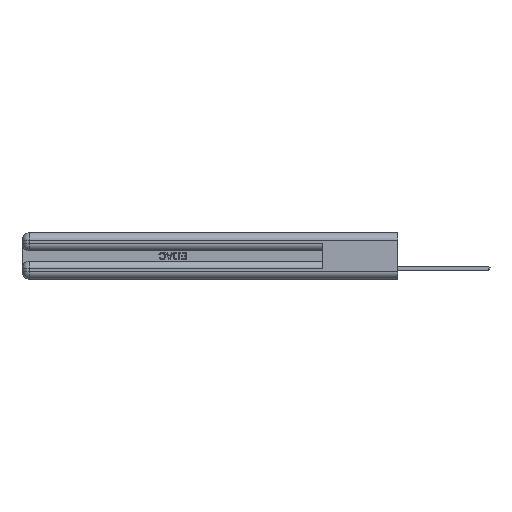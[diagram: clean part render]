
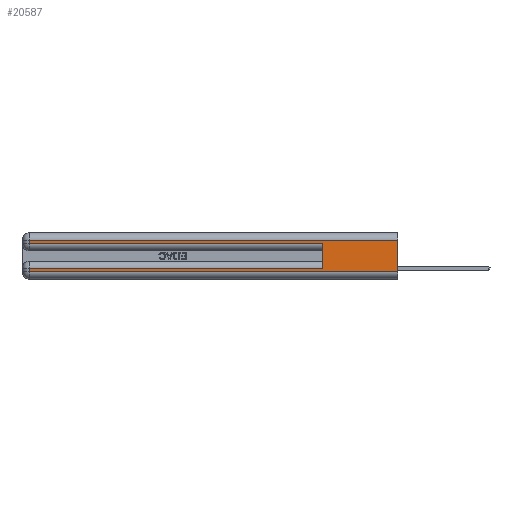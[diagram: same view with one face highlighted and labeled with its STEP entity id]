
A CAD part, left-side view. The second image highlights one B-rep face of the part: STEP entity #20587.
In plain terms, the highlighted planar face has unit normal (-1, 0, 0).
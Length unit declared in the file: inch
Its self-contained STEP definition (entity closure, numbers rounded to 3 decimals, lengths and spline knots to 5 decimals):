
#421 = VECTOR ( 'NONE', #7681, 39.37008 ) ;
#2053 = EDGE_LOOP ( 'NONE', ( #12527, #4182, #36189, #40855, #37180, #39328, #22649, #28833 ) ) ;
#3088 = LINE ( 'NONE', #10816, #20836 ) ;
#4182 = ORIENTED_EDGE ( 'NONE', *, *, #44537, .T. ) ;
#4455 = CARTESIAN_POINT ( 'NONE',  ( 0., 2.94, 0.31 ) ) ;
#4458 = LINE ( 'NONE', #18502, #41652 ) ;
#4660 = CARTESIAN_POINT ( 'NONE',  ( 0., 0., 0.06 ) ) ;
#4753 = CARTESIAN_POINT ( 'NONE',  ( 0., 2.94, 0.285 ) ) ;
#5201 = DIRECTION ( 'NONE',  ( 0., 0., -1. ) ) ;
#5549 = VECTOR ( 'NONE', #28320, 39.37008 ) ;
#6214 = DIRECTION ( 'NONE',  ( 0., 0., -1. ) ) ;
#6269 = VECTOR ( 'NONE', #32856, 39.37008 ) ;
#7681 = DIRECTION ( 'NONE',  ( 0., -1., 0. ) ) ;
#7999 = CARTESIAN_POINT ( 'NONE',  ( 0., 0., 0.31 ) ) ;
#8432 = CARTESIAN_POINT ( 'NONE',  ( 0., 0., 0.06 ) ) ;
#8714 = CARTESIAN_POINT ( 'NONE',  ( 0., 2.94, 0.06 ) ) ;
#8766 = LINE ( 'NONE', #24526, #5549 ) ;
#10046 = CARTESIAN_POINT ( 'NONE',  ( 0., 0., 0.37 ) ) ;
#10816 = CARTESIAN_POINT ( 'NONE',  ( 0., 0., 0.285 ) ) ;
#12038 = VERTEX_POINT ( 'NONE', #4753 ) ;
#12527 = ORIENTED_EDGE ( 'NONE', *, *, #14980, .F. ) ;
#12547 = LINE ( 'NONE', #18863, #15804 ) ;
#14670 = VERTEX_POINT ( 'NONE', #35915 ) ;
#14980 = EDGE_CURVE ( 'NONE', #25397, #38781, #17031, .T. ) ;
#15025 = FACE_OUTER_BOUND ( 'NONE', #2053, .T. ) ;
#15804 = VECTOR ( 'NONE', #28293, 39.37008 ) ;
#17031 = LINE ( 'NONE', #10046, #31530 ) ;
#17348 = EDGE_CURVE ( 'NONE', #14670, #18798, #4458, .T. ) ;
#17575 = VERTEX_POINT ( 'NONE', #4455 ) ;
#17650 = EDGE_CURVE ( 'NONE', #17575, #12038, #12547, .T. ) ;
#18502 = CARTESIAN_POINT ( 'NONE',  ( 0., 0.6, 0.145 ) ) ;
#18798 = VERTEX_POINT ( 'NONE', #43387 ) ;
#18863 = CARTESIAN_POINT ( 'NONE',  ( 0., 2.94, 0.37 ) ) ;
#19897 = LINE ( 'NONE', #32661, #39290 ) ;
#19922 = LINE ( 'NONE', #4660, #421 ) ;
#20532 = EDGE_CURVE ( 'NONE', #38035, #38781, #19922, .T. ) ;
#20587 = ADVANCED_FACE ( 'NONE', ( #15025 ), #40548, .F. ) ;
#20836 = VECTOR ( 'NONE', #34553, 39.37008 ) ;
#22649 = ORIENTED_EDGE ( 'NONE', *, *, #36922, .T. ) ;
#22817 = DIRECTION ( 'NONE',  ( 0., 0., 1. ) ) ;
#23191 = CARTESIAN_POINT ( 'NONE',  ( 0., 0., 0.37 ) ) ;
#24526 = CARTESIAN_POINT ( 'NONE',  ( 0., 0., 0.31 ) ) ;
#25397 = VERTEX_POINT ( 'NONE', #7999 ) ;
#26513 = CARTESIAN_POINT ( 'NONE',  ( 0., 2.94, 0.085 ) ) ;
#28293 = DIRECTION ( 'NONE',  ( 0., 0., -1. ) ) ;
#28320 = DIRECTION ( 'NONE',  ( 0., 1., 0. ) ) ;
#28627 = CARTESIAN_POINT ( 'NONE',  ( 0., 0., 0.085 ) ) ;
#28833 = ORIENTED_EDGE ( 'NONE', *, *, #20532, .T. ) ;
#31530 = VECTOR ( 'NONE', #41450, 39.37008 ) ;
#32431 = VERTEX_POINT ( 'NONE', #26513 ) ;
#32661 = CARTESIAN_POINT ( 'NONE',  ( 0., 2.94, 0.37 ) ) ;
#32856 = DIRECTION ( 'NONE',  ( 0., 1., 0. ) ) ;
#34553 = DIRECTION ( 'NONE',  ( 0., -1., 0. ) ) ;
#35915 = CARTESIAN_POINT ( 'NONE',  ( 0., 0.6, 0.085 ) ) ;
#36189 = ORIENTED_EDGE ( 'NONE', *, *, #17650, .T. ) ;
#36922 = EDGE_CURVE ( 'NONE', #32431, #38035, #19897, .T. ) ;
#37180 = ORIENTED_EDGE ( 'NONE', *, *, #17348, .F. ) ;
#38035 = VERTEX_POINT ( 'NONE', #8714 ) ;
#38781 = VERTEX_POINT ( 'NONE', #8432 ) ;
#39290 = VECTOR ( 'NONE', #5201, 39.37008 ) ;
#39328 = ORIENTED_EDGE ( 'NONE', *, *, #42591, .T. ) ;
#40103 = DIRECTION ( 'NONE',  ( 1., 0., 0. ) ) ;
#40548 = PLANE ( 'NONE',  #44435 ) ;
#40855 = ORIENTED_EDGE ( 'NONE', *, *, #42395, .T. ) ;
#41450 = DIRECTION ( 'NONE',  ( 0., 0., -1. ) ) ;
#41652 = VECTOR ( 'NONE', #22817, 39.37008 ) ;
#42332 = LINE ( 'NONE', #28627, #6269 ) ;
#42395 = EDGE_CURVE ( 'NONE', #12038, #18798, #3088, .T. ) ;
#42591 = EDGE_CURVE ( 'NONE', #14670, #32431, #42332, .T. ) ;
#43387 = CARTESIAN_POINT ( 'NONE',  ( 0., 0.6, 0.285 ) ) ;
#44435 = AXIS2_PLACEMENT_3D ( 'NONE', #23191, #40103, #6214 ) ;
#44537 = EDGE_CURVE ( 'NONE', #25397, #17575, #8766, .T. ) ;
